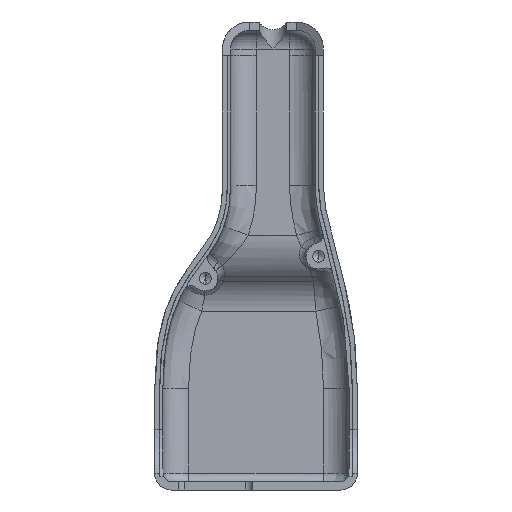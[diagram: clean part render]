
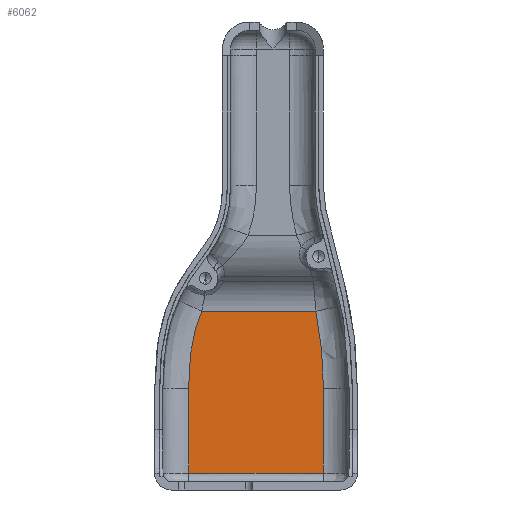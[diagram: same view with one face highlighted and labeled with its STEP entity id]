
A CAD part, front view. The second image highlights one B-rep face of the part: STEP entity #6062.
In plain terms, the highlighted planar face has unit normal (0, -1, 0).
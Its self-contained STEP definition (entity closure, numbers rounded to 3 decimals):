
#424 = VERTEX_POINT ( 'NONE', #10738 ) ;
#482 = ORIENTED_EDGE ( 'NONE', *, *, #6810, .F. ) ;
#535 = FACE_OUTER_BOUND ( 'NONE', #5935, .T. ) ;
#692 = ORIENTED_EDGE ( 'NONE', *, *, #7230, .F. ) ;
#715 = VERTEX_POINT ( 'NONE', #6306 ) ;
#757 = DIRECTION ( 'NONE',  ( 0., 0., -1. ) ) ;
#1394 = CARTESIAN_POINT ( 'NONE',  ( 14.9, 39.1, -51.089 ) ) ;
#1609 = VERTEX_POINT ( 'NONE', #2205 ) ;
#1762 = ORIENTED_EDGE ( 'NONE', *, *, #3693, .F. ) ;
#2205 = CARTESIAN_POINT ( 'NONE',  ( -24.9, 39.1, -85. ) ) ;
#2379 = CARTESIAN_POINT ( 'NONE',  ( 14.9, 39.1, -24.375 ) ) ;
#2814 = VERTEX_POINT ( 'NONE', #4738 ) ;
#2878 = EDGE_CURVE ( 'NONE', #715, #11013, #6546, .T. ) ;
#2939 = DIRECTION ( 'NONE',  ( 0., 0., -1. ) ) ;
#2942 = VERTEX_POINT ( 'NONE', #3223 ) ;
#2972 = CARTESIAN_POINT ( 'NONE',  ( -21.013, 39.1, -37.213 ) ) ;
#3049 = VECTOR ( 'NONE', #6228, 1000. ) ;
#3223 = CARTESIAN_POINT ( 'NONE',  ( -21.013, 39.1, -37.213 ) ) ;
#3533 = VECTOR ( 'NONE', #757, 1000. ) ;
#3693 = EDGE_CURVE ( 'NONE', #2814, #1609, #9509, .T. ) ;
#3827 = PLANE ( 'NONE',  #7455 ) ;
#4167 = DIRECTION ( 'NONE',  ( 1., 0., 0. ) ) ;
#4498 = ORIENTED_EDGE ( 'NONE', *, *, #2878, .F. ) ;
#4588 = CARTESIAN_POINT ( 'NONE',  ( -22.067, 39.1, -39.511 ) ) ;
#4643 = CARTESIAN_POINT ( 'NONE',  ( -24.434, 39.1, -49.575 ) ) ;
#4683 = CARTESIAN_POINT ( 'NONE',  ( 14.9, 39.1, -60. ) ) ;
#4738 = CARTESIAN_POINT ( 'NONE',  ( 14.9, 39.1, -85. ) ) ;
#4781 = B_SPLINE_CURVE_WITH_KNOTS ( 'NONE', 3,
 ( #10506, #5420, #4643, #8828, #4588, #2972 ),
 .UNSPECIFIED., .F., .F.,
 ( 4, 2, 4 ),
 ( 0., 0.5, 1. ),
 .UNSPECIFIED. ) ;
#4794 = CARTESIAN_POINT ( 'NONE',  ( 13.959, 39.1, -43.726 ) ) ;
#5420 = CARTESIAN_POINT ( 'NONE',  ( -24.9, 39.1, -54.155 ) ) ;
#5791 = EDGE_CURVE ( 'NONE', #11013, #2814, #9290, .T. ) ;
#5895 = LINE ( 'NONE', #8573, #6782 ) ;
#5935 = EDGE_LOOP ( 'NONE', ( #7804, #4498, #692, #482, #8333, #1762 ) ) ;
#5939 = CARTESIAN_POINT ( 'NONE',  ( 14.9, 39.1, -60. ) ) ;
#6054 = CARTESIAN_POINT ( 'NONE',  ( -24.9, 39.1, -85. ) ) ;
#6062 = ADVANCED_FACE ( 'NONE', ( #535 ), #3827, .T. ) ;
#6228 = DIRECTION ( 'NONE',  ( -1., 0., 0. ) ) ;
#6287 = DIRECTION ( 'NONE',  ( 0., -1., 0. ) ) ;
#6306 = CARTESIAN_POINT ( 'NONE',  ( 12.665, 39.1, -37.213 ) ) ;
#6546 = B_SPLINE_CURVE_WITH_KNOTS ( 'NONE', 3,
 ( #9037, #4794, #1394, #4683 ),
 .UNSPECIFIED., .F., .F.,
 ( 4, 4 ),
 ( 0., 1. ),
 .UNSPECIFIED. ) ;
#6782 = VECTOR ( 'NONE', #4167, 1000. ) ;
#6810 = EDGE_CURVE ( 'NONE', #424, #2942, #4781, .T. ) ;
#7123 = CARTESIAN_POINT ( 'NONE',  ( -24.9, 39.1, -24.375 ) ) ;
#7208 = LINE ( 'NONE', #9660, #9766 ) ;
#7230 = EDGE_CURVE ( 'NONE', #2942, #715, #5895, .T. ) ;
#7455 = AXIS2_PLACEMENT_3D ( 'NONE', #7123, #6287, #2939 ) ;
#7804 = ORIENTED_EDGE ( 'NONE', *, *, #5791, .F. ) ;
#8333 = ORIENTED_EDGE ( 'NONE', *, *, #9371, .F. ) ;
#8573 = CARTESIAN_POINT ( 'NONE',  ( -24.9, 39.1, -37.213 ) ) ;
#8828 = CARTESIAN_POINT ( 'NONE',  ( -23.011, 39.1, -42.253 ) ) ;
#9037 = CARTESIAN_POINT ( 'NONE',  ( 12.665, 39.1, -37.213 ) ) ;
#9290 = LINE ( 'NONE', #2379, #3533 ) ;
#9371 = EDGE_CURVE ( 'NONE', #1609, #424, #7208, .T. ) ;
#9509 = LINE ( 'NONE', #6054, #3049 ) ;
#9660 = CARTESIAN_POINT ( 'NONE',  ( -24.9, 39.1, -24.375 ) ) ;
#9766 = VECTOR ( 'NONE', #10614, 1000. ) ;
#10506 = CARTESIAN_POINT ( 'NONE',  ( -24.9, 39.1, -60. ) ) ;
#10614 = DIRECTION ( 'NONE',  ( 0., 0., 1. ) ) ;
#10738 = CARTESIAN_POINT ( 'NONE',  ( -24.9, 39.1, -60. ) ) ;
#11013 = VERTEX_POINT ( 'NONE', #5939 ) ;
